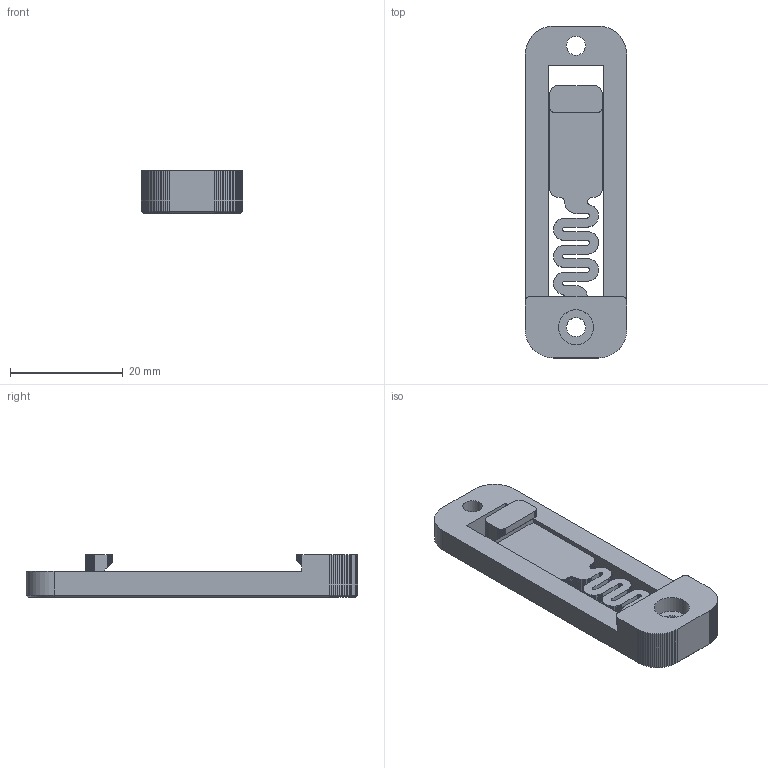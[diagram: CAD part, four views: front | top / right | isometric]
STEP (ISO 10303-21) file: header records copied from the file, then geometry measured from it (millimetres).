
FILE_DESCRIPTION(/* description */ (''),/* implementation_level */ '2;1');
FILE_NAME(/* name */ 'SKSM_Mount_v1_Base.step',/* time_stamp */ '2024-05-21T16:19:34+02:00',/* author */ (''),/* organization */ (''),/* preprocessor_version */ 'ST-DEVELOPER v20',/* originating_system */ 'Autodesk Translation Framework v13.14.0.145',/* authorisation */ '');
FILE_SCHEMA (('AUTOMOTIVE_DESIGN { 1 0 10303 214 3 1 1 }'));
Length unit declared in the file: millimetre
Products named in the file (2): SKSM_Mount_v1; pcb_din_clip_x3
Assembly tree (1 placements, depth 2):
  SKSM_Mount_v1
    pcb_din_clip_x3
Bounding box: 18 x 58.95 x 7.6 mm (x, y, z)
Volume: 4404.2 mm3; surface area: 3903.6 mm2
Topology: 1 solids, 1 shells, 1943 faces, 3883 edges, 1944 vertices
Faces by surface type: plane 1936, cylinder 5, cone 2
Full cylindrical faces by diameter (mm): 3.4 x2, 6.2 x1
Entity records: 46709 total; most frequent: DIRECTION 7787, CARTESIAN_POINT 7773, ORIENTED_EDGE 7766, EDGE_CURVE 3883, LINE 3871, VECTOR 3871, AXIS2_PLACEMENT_3D 1958, EDGE_LOOP 1951
